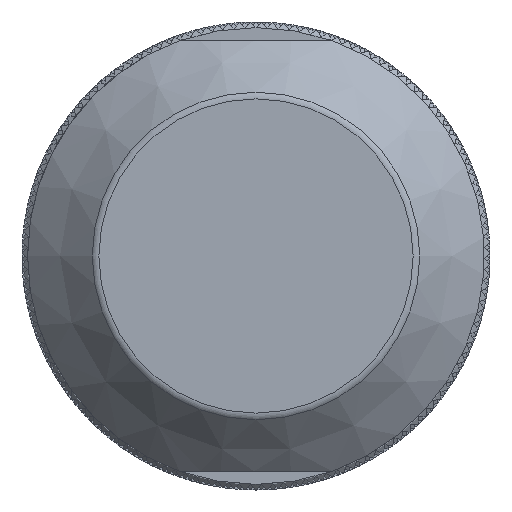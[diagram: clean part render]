
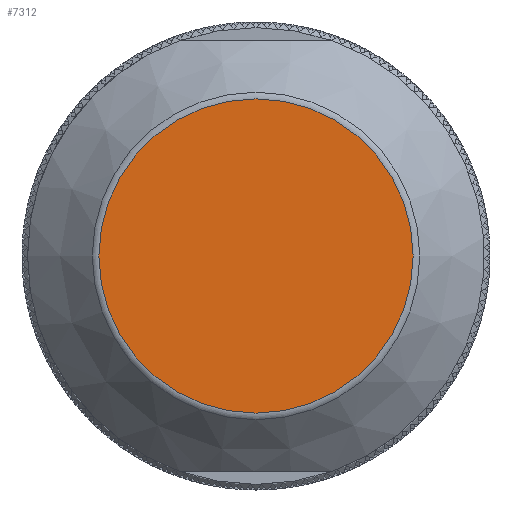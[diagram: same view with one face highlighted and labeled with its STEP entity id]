
A CAD part, left-side view. The second image highlights one B-rep face of the part: STEP entity #7312.
In plain terms, the highlighted planar face has unit normal (-1, 0, 0).
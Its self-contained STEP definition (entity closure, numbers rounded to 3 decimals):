
#1076=FACE_OUTER_BOUND('',#8918,.T.);
#3109=PLANE('',#24097);
#7312=ADVANCED_FACE('',(#1076),#3109,.F.);
#8918=EDGE_LOOP('',(#15316));
#15316=ORIENTED_EDGE('',*,*,#20332,.T.);
#17331=VERTEX_POINT('',#35933);
#20332=EDGE_CURVE('',#17331,#17331,#22019,.T.);
#22019=CIRCLE('',#23560,8.393);
#23560=AXIS2_PLACEMENT_3D('',#35932,#27958,#27959);
#24097=AXIS2_PLACEMENT_3D('',#39768,#29431,#29432);
#27958=DIRECTION('',(-1.,0.,0.));
#27959=DIRECTION('',(0.,1.,0.));
#29431=DIRECTION('',(1.,0.,0.));
#29432=DIRECTION('',(0.,1.,0.));
#35932=CARTESIAN_POINT('',(-110.1,0.,0.));
#35933=CARTESIAN_POINT('',(-110.1,8.393,0.));
#39768=CARTESIAN_POINT('',(-110.1,0.,6.6));
